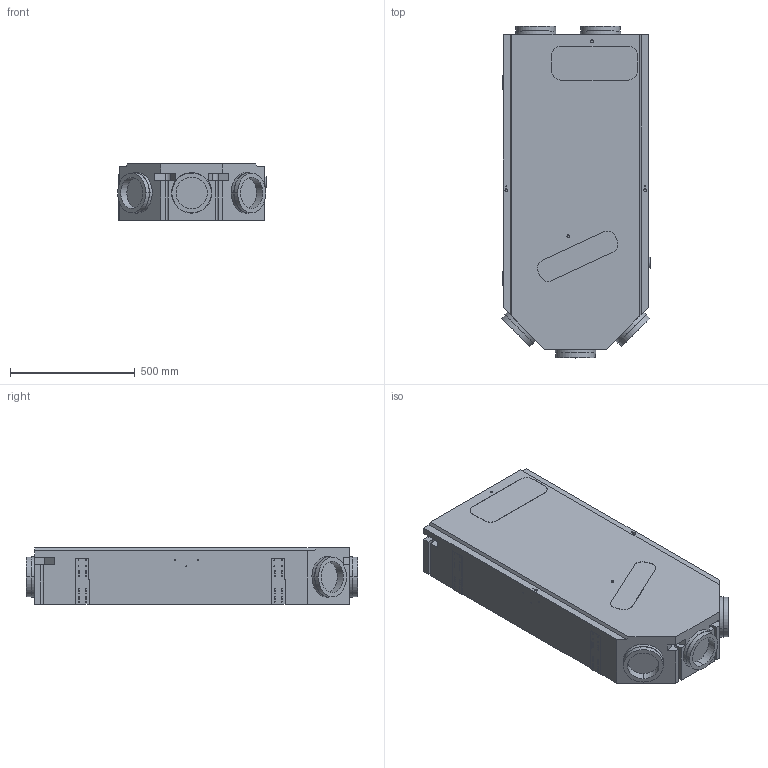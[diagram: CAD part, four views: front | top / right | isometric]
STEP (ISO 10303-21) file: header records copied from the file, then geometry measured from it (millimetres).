
FILE_DESCRIPTION(('Creo Elements/Direct Modeling STEP Export'),'2;1');
FILE_NAME('WS160Flat.stp','2021-12-01T16:55:43',(''),(''),'PTC Creo Elements/Direct Modeling STEP processor for AP214 (Solid Model)','PTC Creo Elements/Direct Modeling 19.0C 15-Aug-2015 (C) Parametric Technology GmbH','');
FILE_SCHEMA(('AUTOMOTIVE_DESIGN { 1 0 10303 214 1 1 1 1 }'));
Length unit declared in the file: millimetre
Products named in the file (2): Dummy_WS160Flat_
Assembly tree (1 placements, depth 2):
  Dummy_WS160Flat_
    Dummy_WS160Flat_
Bounding box: 595.42 x 1330 x 227.5 mm (x, y, z)
Volume: 160505692.2 mm3; surface area: 2411414 mm2
Topology: 1 solids, 1 shells, 483 faces, 1080 edges, 728 vertices
Faces by surface type: cylinder 264, plane 219
Entity records: 12060 total; most frequent: ORIENTED_EDGE 2160, CARTESIAN_POINT 1938, DIRECTION 1896, EDGE_CURVE 1080, VERTEX_POINT 728, AXIS2_PLACEMENT_3D 686, EDGE_LOOP 612, VECTOR 524
